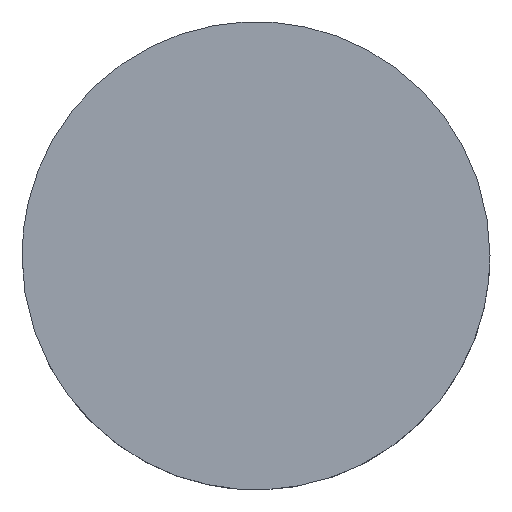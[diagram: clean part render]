
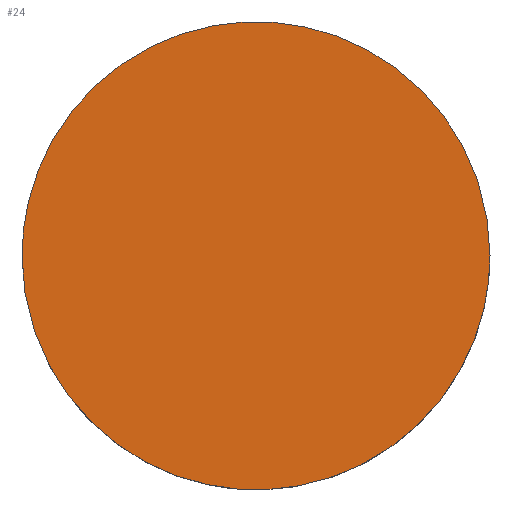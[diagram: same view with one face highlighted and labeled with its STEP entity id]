
A CAD part, top view. The second image highlights one B-rep face of the part: STEP entity #24.
In plain terms, the highlighted planar face has unit normal (0, 0, 1).
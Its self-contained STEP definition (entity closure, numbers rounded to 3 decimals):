
#6 = CARTESIAN_POINT ( 'NONE',  ( 0., 6.35, 3. ) ) ;
#11 = DIRECTION ( 'NONE',  ( 1., 0., 0. ) ) ;
#14 = EDGE_CURVE ( 'NONE', #18, #58, #79, .T. ) ;
#18 = VERTEX_POINT ( 'NONE', #51 ) ;
#21 = CARTESIAN_POINT ( 'NONE',  ( -6.35, 0., 3. ) ) ;
#24 = ADVANCED_FACE ( 'NONE', ( #113 ), #130, .T. ) ;
#32 = ORIENTED_EDGE ( 'NONE', *, *, #14, .T. ) ;
#42 =( BOUNDED_CURVE ( )  B_SPLINE_CURVE ( 2, ( #115, #105, #91, #120, #162 ),
 .UNSPECIFIED., .F., .T. ) 
 B_SPLINE_CURVE_WITH_KNOTS ( ( 3, 2, 3 ),
 ( 3.142, 4.712, 6.283 ),
 .UNSPECIFIED. ) 
 CURVE ( )  GEOMETRIC_REPRESENTATION_ITEM ( )  RATIONAL_B_SPLINE_CURVE ( ( 1., 0.707, 1., 0.707, 1. ) ) 
 REPRESENTATION_ITEM ( '' )  );
#51 = CARTESIAN_POINT ( 'NONE',  ( 6.35, 0., 3. ) ) ;
#53 = DIRECTION ( 'NONE',  ( 0., 0., 1. ) ) ;
#58 = VERTEX_POINT ( 'NONE', #176 ) ;
#60 = AXIS2_PLACEMENT_3D ( 'NONE', #128, #53, #11 ) ;
#79 =( BOUNDED_CURVE ( )  B_SPLINE_CURVE ( 2, ( #100, #114, #6, #156, #21 ),
 .UNSPECIFIED., .F., .T. ) 
 B_SPLINE_CURVE_WITH_KNOTS ( ( 3, 2, 3 ),
 ( 0., 1.571, 3.142 ),
 .UNSPECIFIED. ) 
 CURVE ( )  GEOMETRIC_REPRESENTATION_ITEM ( )  RATIONAL_B_SPLINE_CURVE ( ( 1., 0.707, 1., 0.707, 1. ) ) 
 REPRESENTATION_ITEM ( '' )  );
#81 = ORIENTED_EDGE ( 'NONE', *, *, #129, .T. ) ;
#91 = CARTESIAN_POINT ( 'NONE',  ( 0., -6.35, 3. ) ) ;
#100 = CARTESIAN_POINT ( 'NONE',  ( 6.35, 0., 3. ) ) ;
#105 = CARTESIAN_POINT ( 'NONE',  ( -6.35, -6.35, 3. ) ) ;
#113 = FACE_OUTER_BOUND ( 'NONE', #169, .T. ) ;
#114 = CARTESIAN_POINT ( 'NONE',  ( 6.35, 6.35, 3. ) ) ;
#115 = CARTESIAN_POINT ( 'NONE',  ( -6.35, 0., 3. ) ) ;
#120 = CARTESIAN_POINT ( 'NONE',  ( 6.35, -6.35, 3. ) ) ;
#128 = CARTESIAN_POINT ( 'NONE',  ( 0., 13.158, 3. ) ) ;
#129 = EDGE_CURVE ( 'NONE', #58, #18, #42, .T. ) ;
#130 = PLANE ( 'NONE',  #60 ) ;
#156 = CARTESIAN_POINT ( 'NONE',  ( -6.35, 6.35, 3. ) ) ;
#162 = CARTESIAN_POINT ( 'NONE',  ( 6.35, 0., 3. ) ) ;
#169 = EDGE_LOOP ( 'NONE', ( #32, #81 ) ) ;
#176 = CARTESIAN_POINT ( 'NONE',  ( -6.35, 0., 3. ) ) ;
